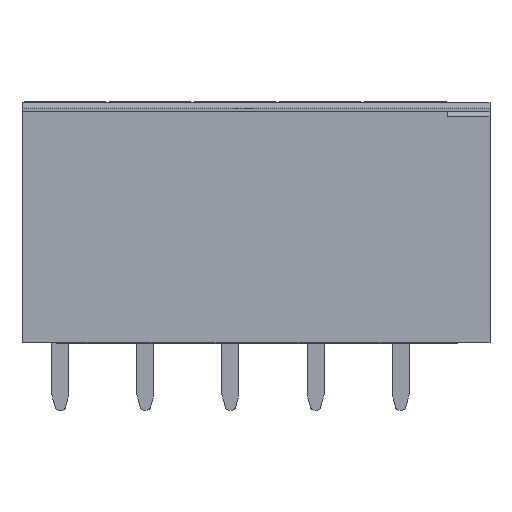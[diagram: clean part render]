
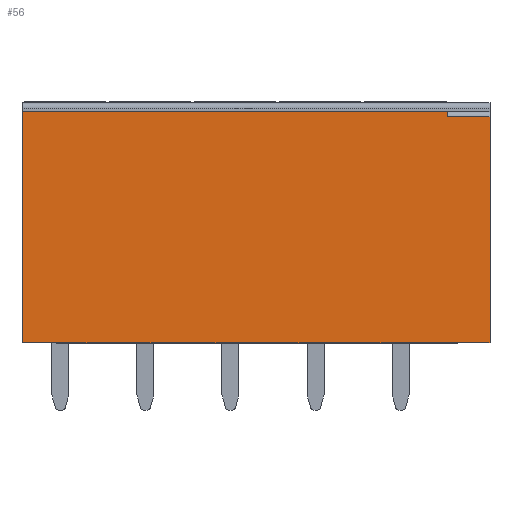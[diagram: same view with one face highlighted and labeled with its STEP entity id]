
A CAD part, left-side view. The second image highlights one B-rep face of the part: STEP entity #56.
In plain terms, the highlighted planar face has unit normal (-1, 0, 0).
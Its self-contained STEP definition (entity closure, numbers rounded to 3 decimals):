
#56=ADVANCED_FACE('3579',(#425),#426,.T.);
#425=FACE_OUTER_BOUND('',#1163,.T.);
#426=PLANE('',#1164);
#1163=EDGE_LOOP('',(#1953,#1954,#1955,#1956,#1957,#1958,#1959,#1960,#1961,#1962,#1963,#1964,#1965,#1966,#1967,#1968,#1969,#1970,#1971,#1972,#1973,#1974,#1975,#1976));
#1164=AXIS2_PLACEMENT_3D('',#1977,#1978,#1979);
#1953=ORIENTED_EDGE('',*,*,#4947,.F.);
#1954=ORIENTED_EDGE('',*,*,#4948,.F.);
#1955=ORIENTED_EDGE('',*,*,#4949,.F.);
#1956=ORIENTED_EDGE('',*,*,#4950,.T.);
#1957=ORIENTED_EDGE('',*,*,#4951,.F.);
#1958=ORIENTED_EDGE('',*,*,#4952,.F.);
#1959=ORIENTED_EDGE('',*,*,#4953,.F.);
#1960=ORIENTED_EDGE('',*,*,#4954,.T.);
#1961=ORIENTED_EDGE('',*,*,#4955,.T.);
#1962=ORIENTED_EDGE('',*,*,#4956,.T.);
#1963=ORIENTED_EDGE('',*,*,#4957,.T.);
#1964=ORIENTED_EDGE('',*,*,#4946,.T.);
#1965=ORIENTED_EDGE('',*,*,#4958,.F.);
#1966=ORIENTED_EDGE('',*,*,#4959,.F.);
#1967=ORIENTED_EDGE('',*,*,#4960,.F.);
#1968=ORIENTED_EDGE('',*,*,#4961,.T.);
#1969=ORIENTED_EDGE('',*,*,#4962,.F.);
#1970=ORIENTED_EDGE('',*,*,#4963,.F.);
#1971=ORIENTED_EDGE('',*,*,#4964,.F.);
#1972=ORIENTED_EDGE('',*,*,#4965,.T.);
#1973=ORIENTED_EDGE('',*,*,#4966,.F.);
#1974=ORIENTED_EDGE('',*,*,#4967,.F.);
#1975=ORIENTED_EDGE('',*,*,#4968,.F.);
#1976=ORIENTED_EDGE('',*,*,#4969,.T.);
#1977=CARTESIAN_POINT('',(0.0,17.5,-0.5));
#1978=DIRECTION('',(-1.0,0.0,0.0));
#1979=DIRECTION('',(0.0,0.0,1.0));
#4946=EDGE_CURVE('4845',#5952,#5958,#5960,.T.);
#4947=EDGE_CURVE('4825',#5961,#5962,#5963,.T.);
#4948=EDGE_CURVE('4721',#5964,#5961,#5965,.T.);
#4949=EDGE_CURVE('4821',#5966,#5964,#5967,.T.);
#4950=EDGE_CURVE('4892',#5966,#5968,#5969,.T.);
#4951=EDGE_CURVE('4127',#5970,#5968,#5971,.T.);
#4952=EDGE_CURVE('3928',#5972,#5970,#5973,.T.);
#4953=EDGE_CURVE('4123',#5974,#5972,#5975,.T.);
#4954=EDGE_CURVE('4154',#5974,#5976,#5977,.T.);
#4955=EDGE_CURVE('4158',#5976,#5978,#5979,.T.);
#4956=EDGE_CURVE('4010',#5978,#5980,#5981,.T.);
#4957=EDGE_CURVE('4008',#5980,#5952,#5982,.T.);
#4958=EDGE_CURVE('4162',#5983,#5958,#5984,.T.);
#4959=EDGE_CURVE('4176',#5985,#5983,#5986,.T.);
#4960=EDGE_CURVE('4403',#5987,#5985,#5988,.T.);
#4961=EDGE_CURVE('4574',#5987,#5989,#5990,.T.);
#4962=EDGE_CURVE('4539',#5991,#5989,#5992,.T.);
#4963=EDGE_CURVE('4435',#5993,#5991,#5994,.T.);
#4964=EDGE_CURVE('4535',#5995,#5993,#5996,.T.);
#4965=EDGE_CURVE('4717',#5995,#5997,#5998,.T.);
#4966=EDGE_CURVE('4682',#5999,#5997,#6000,.T.);
#4967=EDGE_CURVE('4578',#6001,#5999,#6002,.T.);
#4968=EDGE_CURVE('4678',#6003,#6001,#6004,.T.);
#4969=EDGE_CURVE('4889',#6003,#5962,#6005,.T.);
#5952=VERTEX_POINT('',#7589);
#5958=VERTEX_POINT('',#7598);
#5960=LINE('',#7601,#7602);
#5961=VERTEX_POINT('',#7603);
#5962=VERTEX_POINT('',#7604);
#5963=LINE('',#7605,#7606);
#5964=VERTEX_POINT('',#7607);
#5965=LINE('',#7608,#7609);
#5966=VERTEX_POINT('',#7610);
#5967=LINE('',#7611,#7612);
#5968=VERTEX_POINT('',#7613);
#5969=LINE('',#7614,#7615);
#5970=VERTEX_POINT('',#7616);
#5971=LINE('',#7617,#7618);
#5972=VERTEX_POINT('',#7619);
#5973=LINE('',#7620,#7621);
#5974=VERTEX_POINT('',#7622);
#5975=LINE('',#7623,#7624);
#5976=VERTEX_POINT('',#7625);
#5977=LINE('',#7626,#7627);
#5978=VERTEX_POINT('',#7628);
#5979=LINE('',#7629,#7630);
#5980=VERTEX_POINT('',#7631);
#5981=LINE('',#7632,#7633);
#5982=LINE('',#7634,#7635);
#5983=VERTEX_POINT('',#7636);
#5984=LINE('',#7637,#7638);
#5985=VERTEX_POINT('',#7639);
#5986=LINE('',#7640,#7641);
#5987=VERTEX_POINT('',#7642);
#5988=LINE('',#7643,#7644);
#5989=VERTEX_POINT('',#7645);
#5990=LINE('',#7646,#7647);
#5991=VERTEX_POINT('',#7648);
#5992=LINE('',#7649,#7650);
#5993=VERTEX_POINT('',#7651);
#5994=LINE('',#7652,#7653);
#5995=VERTEX_POINT('',#7654);
#5996=LINE('',#7655,#7656);
#5997=VERTEX_POINT('',#7657);
#5998=LINE('',#7658,#7659);
#5999=VERTEX_POINT('',#7660);
#6000=LINE('',#7661,#7662);
#6001=VERTEX_POINT('',#7663);
#6002=LINE('',#7664,#7665);
#6003=VERTEX_POINT('',#7666);
#6004=LINE('',#7667,#7668);
#6005=LINE('',#7669,#7670);
#7589=CARTESIAN_POINT('',(0.0,2.5,-0.5));
#7598=CARTESIAN_POINT('',(0.0,27.5,-0.5));
#7601=CARTESIAN_POINT('',(0.0,2.5,-0.5));
#7602=VECTOR('',#9966,25.0);
#7603=CARTESIAN_POINT('',(0.0,12.5,-14.1));
#7604=CARTESIAN_POINT('',(0.0,12.5,-14.084));
#7605=CARTESIAN_POINT('',(0.0,12.5,-14.1));
#7606=VECTOR('',#9967,0.016);
#7607=CARTESIAN_POINT('',(0.0,11.1,-14.1));
#7608=CARTESIAN_POINT('',(0.0,11.1,-14.1));
#7609=VECTOR('',#9968,1.4);
#7610=CARTESIAN_POINT('',(0.0,11.1,-14.084));
#7611=CARTESIAN_POINT('',(0.0,11.1,-14.084));
#7612=VECTOR('',#9969,0.016);
#7613=CARTESIAN_POINT('',(0.0,7.5,-14.084));
#7614=CARTESIAN_POINT('',(0.0,11.1,-14.084));
#7615=VECTOR('',#9970,3.6);
#7616=CARTESIAN_POINT('',(0.0,7.5,-14.1));
#7617=CARTESIAN_POINT('',(0.0,7.5,-14.1));
#7618=VECTOR('',#9971,0.016);
#7619=CARTESIAN_POINT('',(0.0,6.1,-14.1));
#7620=CARTESIAN_POINT('',(0.0,6.1,-14.1));
#7621=VECTOR('',#9972,1.4);
#7622=CARTESIAN_POINT('',(0.0,6.1,-14.084));
#7623=CARTESIAN_POINT('',(0.0,6.1,-14.084));
#7624=VECTOR('',#9973,0.016);
#7625=CARTESIAN_POINT('',(0.0,0.0,-14.084));
#7626=CARTESIAN_POINT('',(0.0,6.1,-14.084));
#7627=VECTOR('',#9974,6.1);
#7628=CARTESIAN_POINT('',(0.0,0.0,-0.8));
#7629=CARTESIAN_POINT('',(0.0,0.0,-14.084));
#7630=VECTOR('',#9975,13.284);
#7631=CARTESIAN_POINT('',(0.0,2.5,-0.8));
#7632=CARTESIAN_POINT('',(0.0,0.0,-0.8));
#7633=VECTOR('',#9976,2.5);
#7634=CARTESIAN_POINT('',(0.0,2.5,-0.8));
#7635=VECTOR('',#9977,0.3);
#7636=CARTESIAN_POINT('',(0.0,27.5,-14.1));
#7637=CARTESIAN_POINT('',(0.0,27.5,-14.1));
#7638=VECTOR('',#9978,13.6);
#7639=CARTESIAN_POINT('',(0.0,26.1,-14.1));
#7640=CARTESIAN_POINT('',(0.0,26.1,-14.1));
#7641=VECTOR('',#9979,1.4);
#7642=CARTESIAN_POINT('',(0.0,26.1,-14.084));
#7643=CARTESIAN_POINT('',(0.0,26.1,-14.084));
#7644=VECTOR('',#9980,0.016);
#7645=CARTESIAN_POINT('',(0.0,22.5,-14.084));
#7646=CARTESIAN_POINT('',(0.0,26.1,-14.084));
#7647=VECTOR('',#9981,3.6);
#7648=CARTESIAN_POINT('',(0.0,22.5,-14.1));
#7649=CARTESIAN_POINT('',(0.0,22.5,-14.1));
#7650=VECTOR('',#9982,0.016);
#7651=CARTESIAN_POINT('',(0.0,21.1,-14.1));
#7652=CARTESIAN_POINT('',(0.0,21.1,-14.1));
#7653=VECTOR('',#9983,1.4);
#7654=CARTESIAN_POINT('',(0.0,21.1,-14.084));
#7655=CARTESIAN_POINT('',(0.0,21.1,-14.084));
#7656=VECTOR('',#9984,0.016);
#7657=CARTESIAN_POINT('',(0.0,17.5,-14.084));
#7658=CARTESIAN_POINT('',(0.0,21.1,-14.084));
#7659=VECTOR('',#9985,3.6);
#7660=CARTESIAN_POINT('',(0.0,17.5,-14.1));
#7661=CARTESIAN_POINT('',(0.0,17.5,-14.1));
#7662=VECTOR('',#9986,0.016);
#7663=CARTESIAN_POINT('',(0.0,16.1,-14.1));
#7664=CARTESIAN_POINT('',(0.0,16.1,-14.1));
#7665=VECTOR('',#9987,1.4);
#7666=CARTESIAN_POINT('',(0.0,16.1,-14.084));
#7667=CARTESIAN_POINT('',(0.0,16.1,-14.084));
#7668=VECTOR('',#9988,0.016);
#7669=CARTESIAN_POINT('',(0.0,16.1,-14.084));
#7670=VECTOR('',#9989,3.6);
#9966=DIRECTION('',(0.0,1.0,0.0));
#9967=DIRECTION('',(0.,0.0,1.0));
#9968=DIRECTION('',(0.0,1.0,0.0));
#9969=DIRECTION('',(0.,0.0,-1.0));
#9970=DIRECTION('',(0.0,-1.0,0.0));
#9971=DIRECTION('',(0.,0.0,1.0));
#9972=DIRECTION('',(0.0,1.0,0.0));
#9973=DIRECTION('',(0.,0.0,-1.0));
#9974=DIRECTION('',(0.0,-1.0,0.0));
#9975=DIRECTION('',(0.0,0.0,1.0));
#9976=DIRECTION('',(0.0,1.0,0.0));
#9977=DIRECTION('',(0.0,0.0,1.0));
#9978=DIRECTION('',(0.0,0.0,1.0));
#9979=DIRECTION('',(0.0,1.0,0.0));
#9980=DIRECTION('',(0.,0.,-1.0));
#9981=DIRECTION('',(0.0,-1.0,0.0));
#9982=DIRECTION('',(0.,0.0,1.0));
#9983=DIRECTION('',(0.0,1.0,0.0));
#9984=DIRECTION('',(0.,0.0,-1.0));
#9985=DIRECTION('',(0.0,-1.0,0.0));
#9986=DIRECTION('',(0.,0.0,1.0));
#9987=DIRECTION('',(0.0,1.0,0.0));
#9988=DIRECTION('',(0.,0.0,-1.0));
#9989=DIRECTION('',(0.0,-1.0,0.0));
